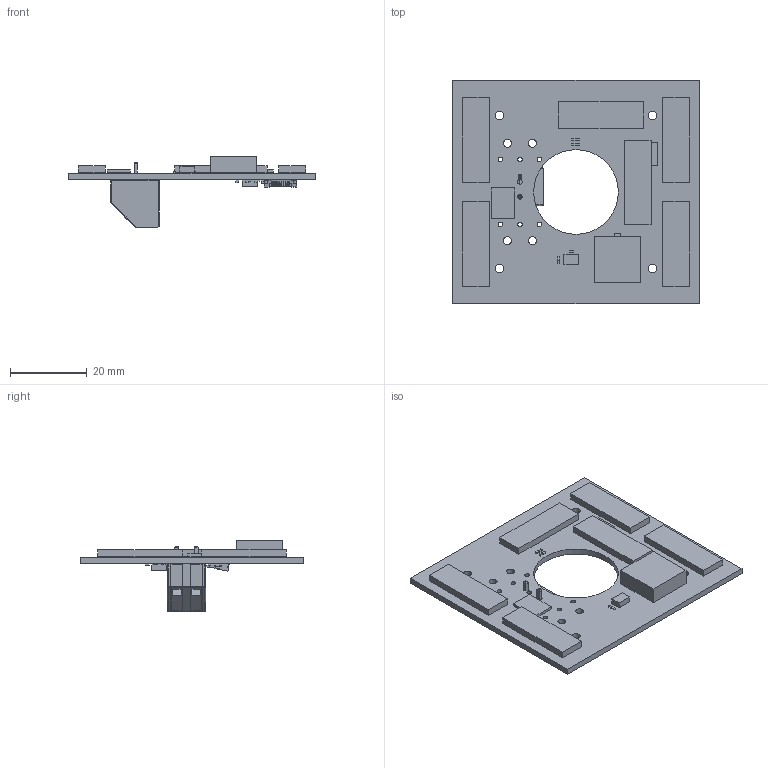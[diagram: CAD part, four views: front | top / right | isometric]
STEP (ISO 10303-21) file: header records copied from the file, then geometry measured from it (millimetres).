
FILE_DESCRIPTION(('KiCad electronic assembly'),'2;1');
FILE_NAME('PCB-y.stp','2019-10-30T09:42:25',('An Author'),('A Company'), 'Open CASCADE STEP processor 6.9','KiCad to STEP converter','Unknown' );
FILE_SCHEMA(('AUTOMOTIVE_DESIGN { 1 0 10303 214 1 1 1 1 }'));
Length unit declared in the file: millimetre
Products named in the file (24): Open CASCADE STEP translator 6.9 1; KXOB22-04X3F; COMPOUND; LX2410AILD-TR; TSL2561; DSGP.1575.12.4.A.02; C_0402_1005Metric; SOLID; Altech_AK300_1x02_P5.00mm_45-Degree; XF2M-1015-1A; R_0402_1005Metric; C_0603_1608Metric; BQ25570RGRR; LPS4018-333MRC
Assembly tree (60 placements, depth 3):
  Open CASCADE STEP translator 6.9 1
    KXOB22-04X3F  x6
      COMPOUND
    LX2410AILD-TR  x2
      COMPOUND
    TSL2561
      COMPOUND
    DSGP.1575.12.4.A.02
      COMPOUND
    C_0402_1005Metric  x10
      SOLID
    Altech_AK300_1x02_P5.00mm_45-Degree
      SOLID
    XF2M-1015-1A
      SOLID
    R_0402_1005Metric  x19
      SOLID
    C_0603_1608Metric  x4
      SOLID
    BQ25570RGRR
      COMPOUND
    LPS4018-333MRC  x2
      COMPOUND
    COMPOUND
Bounding box: 64 x 58 x 18.7 mm (x, y, z)
Volume: 8979.7 mm3; surface area: 13471.1 mm2
Topology: 111 solids, 111 shells, 1917 faces, 4838 edges, 3180 vertices
Faces by surface type: plane 1511, cylinder 392, bspline 8, torus 6
Full cylindrical faces by diameter (mm): 0.438 x1, 1.2 x8, 2.059 x4, 2.16 x2, 2.2 x4, 2.455 x2, 22 x1
Entity records: 66237 total; most frequent: CARTESIAN_POINT 14158, DIRECTION 9317, LINE 6782, VECTOR 6782, ORIENTED_EDGE 4864, PCURVE 4864, DEFINITIONAL_REPRESENTATION 4864, EDGE_CURVE 2432
